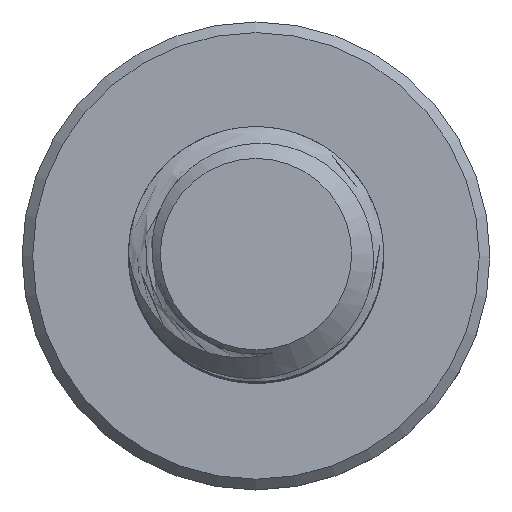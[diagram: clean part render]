
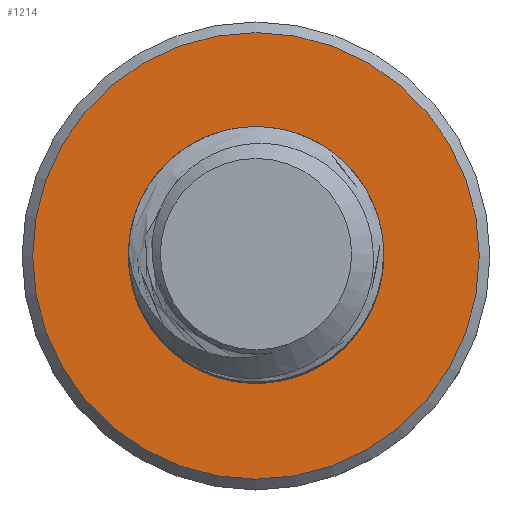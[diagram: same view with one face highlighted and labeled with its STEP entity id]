
A CAD part, top view. The second image highlights one B-rep face of the part: STEP entity #1214.
In plain terms, the highlighted planar face has unit normal (0, 0, 1).
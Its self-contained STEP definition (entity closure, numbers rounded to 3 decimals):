
#16=FACE_BOUND('',#187,.T.);
#28=PLANE('',#1314);
#115=FACE_OUTER_BOUND('',#186,.T.);
#186=EDGE_LOOP('',(#1096));
#187=EDGE_LOOP('',(#1097));
#189=CIRCLE('',#1252,1.5);
#195=CIRCLE('',#1282,2.625);
#472=VERTEX_POINT('',#3136);
#528=VERTEX_POINT('',#4891);
#610=EDGE_CURVE('',#472,#472,#189,.T.);
#690=EDGE_CURVE('',#528,#528,#195,.T.);
#1096=ORIENTED_EDGE('',*,*,#690,.T.);
#1097=ORIENTED_EDGE('',*,*,#610,.F.);
#1214=ADVANCED_FACE('',(#115,#16),#28,.T.);
#1252=AXIS2_PLACEMENT_3D('',#3137,#1384,#1385);
#1282=AXIS2_PLACEMENT_3D('',#4893,#1470,#1471);
#1314=AXIS2_PLACEMENT_3D('',#6375,#1549,#1550);
#1384=DIRECTION('center_axis',(0.,0.,1.));
#1385=DIRECTION('ref_axis',(1.,0.,0.));
#1470=DIRECTION('center_axis',(0.,0.,1.));
#1471=DIRECTION('ref_axis',(1.,0.,0.));
#1549=DIRECTION('center_axis',(0.,0.,1.));
#1550=DIRECTION('ref_axis',(1.,0.,0.));
#3136=CARTESIAN_POINT('',(1.5,0.,-5.5));
#3137=CARTESIAN_POINT('Origin',(0.,0.,-5.5));
#4891=CARTESIAN_POINT('',(2.625,0.,-5.5));
#4893=CARTESIAN_POINT('Origin',(0.,0.,-5.5));
#6375=CARTESIAN_POINT('Origin',(2.625,0.,-5.5));
